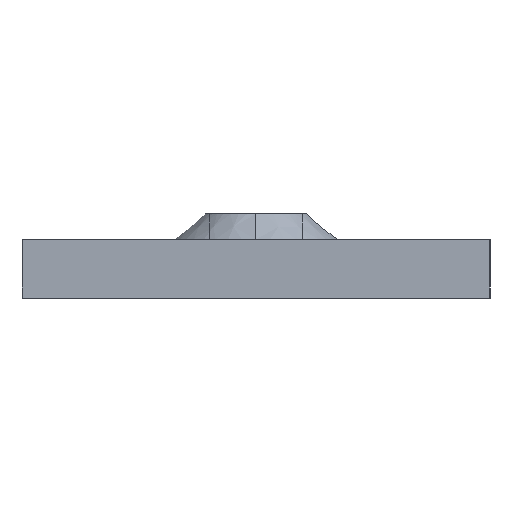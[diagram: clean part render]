
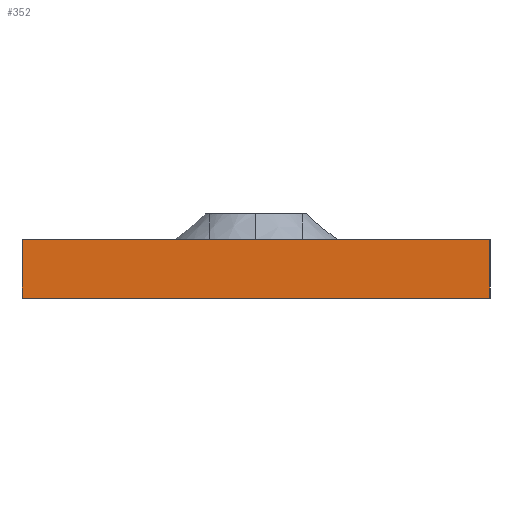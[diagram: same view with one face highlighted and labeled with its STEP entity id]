
A CAD part, left-side view. The second image highlights one B-rep face of the part: STEP entity #352.
In plain terms, the highlighted planar face has unit normal (-1, 0, 0).
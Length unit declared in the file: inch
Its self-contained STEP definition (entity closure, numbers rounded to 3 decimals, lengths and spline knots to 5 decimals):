
#8 = CARTESIAN_POINT ( 'NONE',  ( -28.75, -0.75, 0.188 ) ) ;
#27 = ORIENTED_EDGE ( 'NONE', *, *, #795, .T. ) ;
#88 = CARTESIAN_POINT ( 'NONE',  ( -28.75, 0.75, 0.188 ) ) ;
#104 = VERTEX_POINT ( 'NONE', #330 ) ;
#105 = ORIENTED_EDGE ( 'NONE', *, *, #766, .F. ) ;
#149 = DIRECTION ( 'NONE',  ( 0., 0., -1. ) ) ;
#180 = ORIENTED_EDGE ( 'NONE', *, *, #475, .T. ) ;
#186 = CARTESIAN_POINT ( 'NONE',  ( -28.75, -0.75, 0.188 ) ) ;
#242 = VERTEX_POINT ( 'NONE', #8 ) ;
#265 = DIRECTION ( 'NONE',  ( 0., -1., 0. ) ) ;
#266 = LINE ( 'NONE', #186, #376 ) ;
#321 = VERTEX_POINT ( 'NONE', #658 ) ;
#330 = CARTESIAN_POINT ( 'NONE',  ( -28.75, -0.75, 0. ) ) ;
#352 = ADVANCED_FACE ( 'NONE', ( #627 ), #535, .F. ) ;
#367 = ORIENTED_EDGE ( 'NONE', *, *, #738, .F. ) ;
#376 = VECTOR ( 'NONE', #265, 39.37008 ) ;
#390 = AXIS2_PLACEMENT_3D ( 'NONE', #469, #807, #149 ) ;
#403 = VECTOR ( 'NONE', #734, 39.37008 ) ;
#469 = CARTESIAN_POINT ( 'NONE',  ( -28.75, 0.75, 0.188 ) ) ;
#475 = EDGE_CURVE ( 'NONE', #622, #321, #554, .T. ) ;
#532 = DIRECTION ( 'NONE',  ( 0., 0., 1. ) ) ;
#535 = PLANE ( 'NONE',  #390 ) ;
#536 = CARTESIAN_POINT ( 'NONE',  ( -28.75, 0.75, 0. ) ) ;
#554 = LINE ( 'NONE', #88, #798 ) ;
#594 = CARTESIAN_POINT ( 'NONE',  ( -28.75, -0.75, 0.188 ) ) ;
#606 = DIRECTION ( 'NONE',  ( 0., 0., -1. ) ) ;
#622 = VERTEX_POINT ( 'NONE', #720 ) ;
#627 = FACE_OUTER_BOUND ( 'NONE', #783, .T. ) ;
#658 = CARTESIAN_POINT ( 'NONE',  ( -28.75, 0.75, 0. ) ) ;
#660 = LINE ( 'NONE', #594, #691 ) ;
#691 = VECTOR ( 'NONE', #532, 39.37008 ) ;
#720 = CARTESIAN_POINT ( 'NONE',  ( -28.75, 0.75, 0.188 ) ) ;
#734 = DIRECTION ( 'NONE',  ( 0., 1., 0. ) ) ;
#738 = EDGE_CURVE ( 'NONE', #622, #242, #266, .T. ) ;
#766 = EDGE_CURVE ( 'NONE', #104, #321, #788, .T. ) ;
#783 = EDGE_LOOP ( 'NONE', ( #27, #367, #180, #105 ) ) ;
#788 = LINE ( 'NONE', #536, #403 ) ;
#795 = EDGE_CURVE ( 'NONE', #104, #242, #660, .T. ) ;
#798 = VECTOR ( 'NONE', #606, 39.37008 ) ;
#807 = DIRECTION ( 'NONE',  ( 1., 0., 0. ) ) ;
